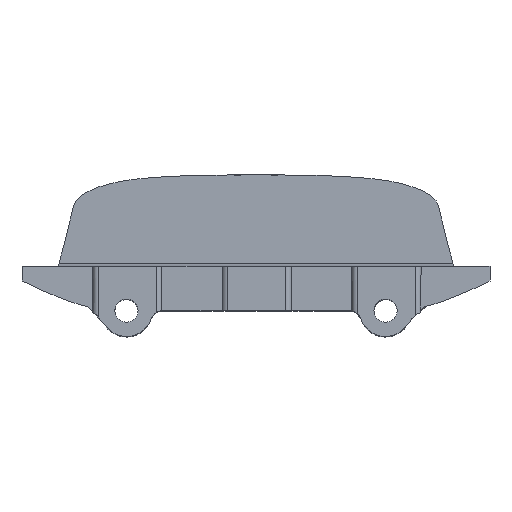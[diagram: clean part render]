
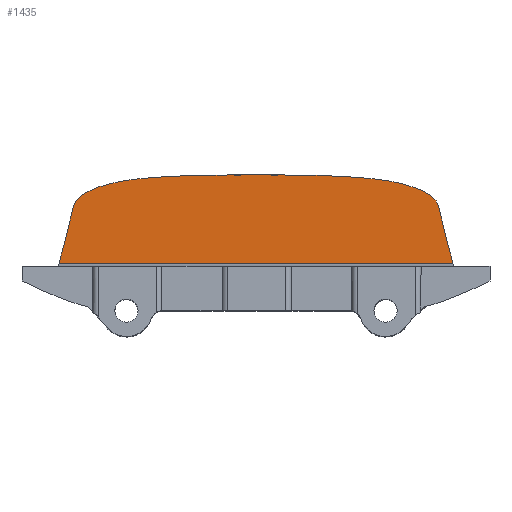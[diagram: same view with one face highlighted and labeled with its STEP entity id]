
A CAD part, top view. The second image highlights one B-rep face of the part: STEP entity #1435.
In plain terms, the highlighted planar face has unit normal (0, 0.951, 0.309).
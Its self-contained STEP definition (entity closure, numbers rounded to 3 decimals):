
#16=ELLIPSE('',#1548,3220.191,3062.584);
#18=ELLIPSE('',#1557,3220.191,3062.584);
#23=ELLIPSE('',#1571,26.889,25.573);
#24=ELLIPSE('',#1572,121.799,115.838);
#25=ELLIPSE('',#1573,121.799,115.838);
#26=ELLIPSE('',#1574,26.889,25.573);
#85=PLANE('',#1570);
#157=FACE_OUTER_BOUND('',#241,.T.);
#241=EDGE_LOOP('',(#1249,#1250,#1251,#1252,#1253,#1254,#1255,#1256,#1257,
#1258));
#370=LINE('',#3946,#437);
#372=LINE('',#3961,#439);
#437=VECTOR('',#1853,10.);
#439=VECTOR('',#1861,10.);
#528=B_SPLINE_CURVE_WITH_KNOTS('',3,(#3954,#3955,#3956,#3957,#3958,#3959),
 .UNSPECIFIED.,.F.,.F.,(4,2,4),(0.,0.665,1.733),
 .UNSPECIFIED.);
#529=B_SPLINE_CURVE_WITH_KNOTS('',3,(#3963,#3964,#3965,#3966,#3967,#3968),
 .UNSPECIFIED.,.F.,.F.,(4,2,4),(0.,0.753,1.758),
 .UNSPECIFIED.);
#638=VERTEX_POINT('',#3185);
#639=VERTEX_POINT('',#3192);
#652=VERTEX_POINT('',#3374);
#653=VERTEX_POINT('',#3376);
#668=VERTEX_POINT('',#3949);
#669=VERTEX_POINT('',#3951);
#670=VERTEX_POINT('',#3953);
#671=VERTEX_POINT('',#3960);
#672=VERTEX_POINT('',#3962);
#673=VERTEX_POINT('',#3969);
#829=EDGE_CURVE('',#638,#639,#16,.T.);
#850=EDGE_CURVE('',#652,#653,#18,.T.);
#880=EDGE_CURVE('',#653,#638,#370,.T.);
#882=EDGE_CURVE('',#668,#652,#23,.T.);
#883=EDGE_CURVE('',#669,#668,#24,.T.);
#884=EDGE_CURVE('',#670,#669,#528,.T.);
#885=EDGE_CURVE('',#670,#671,#372,.T.);
#886=EDGE_CURVE('',#672,#671,#529,.T.);
#887=EDGE_CURVE('',#673,#672,#25,.T.);
#888=EDGE_CURVE('',#639,#673,#26,.T.);
#1249=ORIENTED_EDGE('',*,*,#880,.F.);
#1250=ORIENTED_EDGE('',*,*,#850,.F.);
#1251=ORIENTED_EDGE('',*,*,#882,.F.);
#1252=ORIENTED_EDGE('',*,*,#883,.F.);
#1253=ORIENTED_EDGE('',*,*,#884,.F.);
#1254=ORIENTED_EDGE('',*,*,#885,.T.);
#1255=ORIENTED_EDGE('',*,*,#886,.F.);
#1256=ORIENTED_EDGE('',*,*,#887,.F.);
#1257=ORIENTED_EDGE('',*,*,#888,.F.);
#1258=ORIENTED_EDGE('',*,*,#829,.F.);
#1435=ADVANCED_FACE('',(#157),#85,.F.);
#1548=AXIS2_PLACEMENT_3D('',#3193,#1803,#1804);
#1557=AXIS2_PLACEMENT_3D('',#3377,#1823,#1824);
#1570=AXIS2_PLACEMENT_3D('',#3948,#1855,#1856);
#1571=AXIS2_PLACEMENT_3D('',#3950,#1857,#1858);
#1572=AXIS2_PLACEMENT_3D('',#3952,#1859,#1860);
#1573=AXIS2_PLACEMENT_3D('',#3970,#1862,#1863);
#1574=AXIS2_PLACEMENT_3D('',#3971,#1864,#1865);
#1803=DIRECTION('center_axis',(0.,0.951,0.309));
#1804=DIRECTION('ref_axis',(0.,0.309,-0.951));
#1823=DIRECTION('center_axis',(0.,0.951,0.309));
#1824=DIRECTION('ref_axis',(0.,0.309,-0.951));
#1853=DIRECTION('',(-1.,0.,0.));
#1855=DIRECTION('center_axis',(0.,-0.951,-0.309));
#1856=DIRECTION('ref_axis',(0.,-0.309,0.951));
#1857=DIRECTION('center_axis',(0.,-0.951,-0.309));
#1858=DIRECTION('ref_axis',(0.,0.309,-0.951));
#1859=DIRECTION('center_axis',(0.,-0.951,-0.309));
#1860=DIRECTION('ref_axis',(0.,0.309,-0.951));
#1861=DIRECTION('',(-1.,0.,0.));
#1862=DIRECTION('center_axis',(0.,-0.951,-0.309));
#1863=DIRECTION('ref_axis',(0.,0.309,-0.951));
#1864=DIRECTION('center_axis',(0.,-0.951,-0.309));
#1865=DIRECTION('ref_axis',(0.,0.309,-0.951));
#3185=CARTESIAN_POINT('',(-53.608,4.979,-195.33));
#3192=CARTESIAN_POINT('',(-49.662,20.638,-243.522));
#3193=CARTESIAN_POINT('Origin',(-3103.91,94.007,-469.329));
#3374=CARTESIAN_POINT('',(48.879,20.638,-243.522));
#3376=CARTESIAN_POINT('',(52.825,4.979,-195.33));
#3377=CARTESIAN_POINT('Origin',(3103.127,94.007,-469.329));
#3946=CARTESIAN_POINT('',(37.304,4.979,-195.33));
#3948=CARTESIAN_POINT('Origin',(75.,28.962,-269.141));
#3949=CARTESIAN_POINT('',(32.218,27.822,-265.632));
#3950=CARTESIAN_POINT('Origin',(23.376,20.025,-241.637));
#3951=CARTESIAN_POINT('',(23.527,28.533,-267.821));
#3952=CARTESIAN_POINT('Origin',(-0.392,-8.294,-154.479));
#3953=CARTESIAN_POINT('',(5.746,28.962,-269.141));
#3954=CARTESIAN_POINT('Ctrl Pts',(5.746,28.962,-269.141));
#3955=CARTESIAN_POINT('Ctrl Pts',(7.962,28.962,-269.141));
#3956=CARTESIAN_POINT('Ctrl Pts',(10.349,28.957,-269.127));
#3957=CARTESIAN_POINT('Ctrl Pts',(16.316,28.884,-268.901));
#3958=CARTESIAN_POINT('Ctrl Pts',(19.957,28.777,-268.574));
#3959=CARTESIAN_POINT('Ctrl Pts',(23.527,28.533,-267.821));
#3960=CARTESIAN_POINT('',(-6.529,28.962,-269.141));
#3961=CARTESIAN_POINT('',(75.,28.962,-269.141));
#3962=CARTESIAN_POINT('',(-24.311,28.533,-267.821));
#3963=CARTESIAN_POINT('Ctrl Pts',(-24.311,28.533,-267.821));
#3964=CARTESIAN_POINT('Ctrl Pts',(-21.859,28.701,-268.338));
#3965=CARTESIAN_POINT('Ctrl Pts',(-19.366,28.804,-268.655));
#3966=CARTESIAN_POINT('Ctrl Pts',(-13.512,28.95,-269.104));
#3967=CARTESIAN_POINT('Ctrl Pts',(-10.112,28.962,-269.141));
#3968=CARTESIAN_POINT('Ctrl Pts',(-6.529,28.962,-269.141));
#3969=CARTESIAN_POINT('',(-33.001,27.822,-265.632));
#3970=CARTESIAN_POINT('Origin',(-0.392,-8.294,-154.479));
#3971=CARTESIAN_POINT('Origin',(-24.159,20.025,-241.637));
